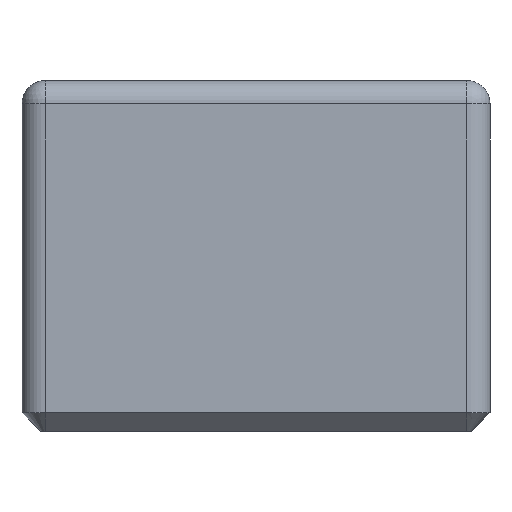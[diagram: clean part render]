
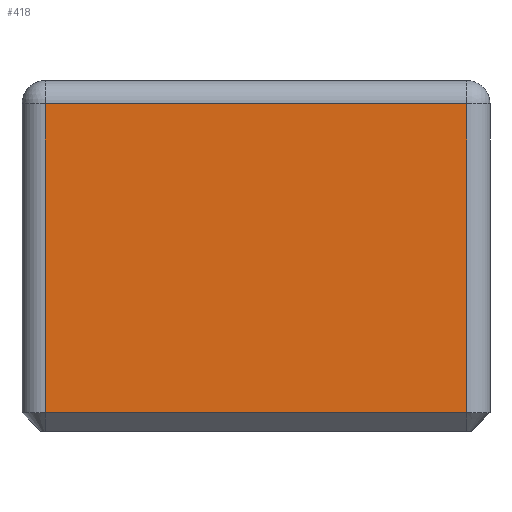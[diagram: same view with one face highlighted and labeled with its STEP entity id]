
A CAD part, left-side view. The second image highlights one B-rep face of the part: STEP entity #418.
In plain terms, the highlighted planar face has unit normal (-1, 0, 0).
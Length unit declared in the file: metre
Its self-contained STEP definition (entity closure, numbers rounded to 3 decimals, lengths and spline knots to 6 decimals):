
#62=ORIENTED_EDGE('',*,*,#178,.T.);
#63=ORIENTED_EDGE('',*,*,#179,.T.);
#64=ORIENTED_EDGE('',*,*,#180,.T.);
#65=ORIENTED_EDGE('',*,*,#181,.T.);
#178=EDGE_CURVE('',#236,#237,#270,.T.);
#179=EDGE_CURVE('',#237,#238,#271,.T.);
#180=EDGE_CURVE('',#238,#239,#272,.F.);
#181=EDGE_CURVE('',#239,#236,#273,.F.);
#236=VERTEX_POINT('',#678);
#237=VERTEX_POINT('',#679);
#238=VERTEX_POINT('',#681);
#239=VERTEX_POINT('',#683);
#270=LINE('',#677,#302);
#271=LINE('',#680,#303);
#272=LINE('',#682,#304);
#273=LINE('',#684,#305);
#302=VECTOR('',#528,1.);
#303=VECTOR('',#529,1.);
#304=VECTOR('',#530,1.);
#305=VECTOR('',#531,1.);
#331=EDGE_LOOP('',(#62,#63,#64,#65));
#369=FACE_BOUND('',#331,.T.);
#407=PLANE('',#462);
#418=ADVANCED_FACE('',(#369),#407,.F.);
#462=AXIS2_PLACEMENT_3D('',#676,#526,#527);
#526=DIRECTION('',(1.,0.,0.));
#527=DIRECTION('',(0.,0.,-1.));
#528=DIRECTION('',(0.,0.,-1.));
#529=DIRECTION('',(0.,-1.,0.));
#530=DIRECTION('',(0.,0.,-1.));
#531=DIRECTION('',(0.,-1.,0.));
#676=CARTESIAN_POINT('',(-0.01,0.,0.015));
#677=CARTESIAN_POINT('',(-0.01,0.009,0.));
#678=CARTESIAN_POINT('',(-0.01,0.009,0.014));
#679=CARTESIAN_POINT('',(-0.01,0.009,0.0008));
#680=CARTESIAN_POINT('',(-0.01,0.,0.0008));
#681=CARTESIAN_POINT('',(-0.01,-0.009,0.0008));
#682=CARTESIAN_POINT('',(-0.01,-0.009,0.015));
#683=CARTESIAN_POINT('',(-0.01,-0.009,0.014));
#684=CARTESIAN_POINT('',(-0.01,0.01,0.014));
